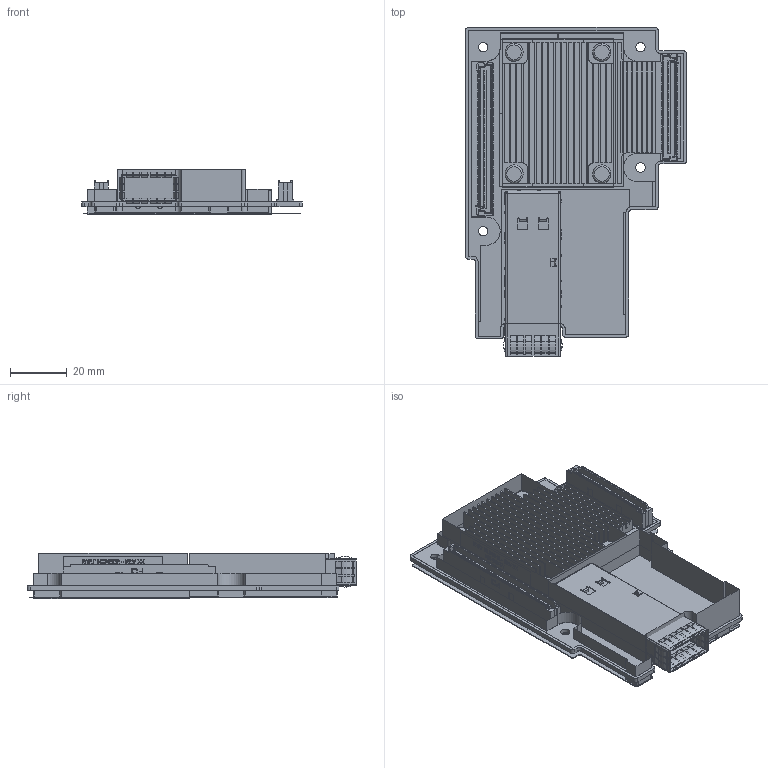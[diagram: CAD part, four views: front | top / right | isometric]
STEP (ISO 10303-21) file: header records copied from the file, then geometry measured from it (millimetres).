
FILE_DESCRIPTION(/* description */ ('LED SMT GREEN HIGH INTENSITY 565NM 0603'),/* implementation_level */ '2;1');
FILE_NAME(/* name */ 'MCX4431M-GCAN_A301.stp',/* time_stamp */ '2015-10-18T16:35:12+03:00',/* author */ ('yossin'),/* organization */ (''),/* preprocessor_version */ 'ST-DEVELOPER v16.1',/* originating_system */ 'Autodesk Inventor 2016',/* authorisation */ '');
FILE_SCHEMA (('AUTOMOTIVE_DESIGN { 1 0 10303 214 3 1 1 }'));
Products named in the file (17): LED000042; LED000015; CON000507; CON000998; CON000629-MODELING; CON000674-MODELING; MEC011472; MEC010578; MEC010795; MEC011471; HSR-50A(N)-13C.; MEC005198_closed; MEC005198; HSK000138; PCB001184; SFG001665; SFG001665-DRW
Assembly tree (23 placements, depth 3):
  SFG001665-DRW
    SFG001665
      PCB001184
      LED000042
      LED000015
      CON000507
      CON000998
      CON000629-MODELING
      CON000674-MODELING
    MEC011471
      MEC011472
      MEC010578  x4
      MEC010795  x2
    MEC005198  x4
      HSR-50A(N)-13C.
      MEC005198_closed
    HSK000138
Bounding box: 78 x 116.33 x 16 mm (x, y, z)
Volume: 25557.4 mm3; surface area: 69467.2 mm2
Topology: 24 solids, 34 shells, 6366 faces, 18187 edges, 11478 vertices
Faces by surface type: plane 5312, cylinder 747, bspline 199, cone 50, torus 40, sphere 18
Full cylindrical faces by diameter (mm): 0.172 x1, 0.7 x2, 0.8 x2, 1.05 x12, 1.1 x2, 1.2 x2, 1.55 x2, 2.1 x2, 2.8 x4, 3 x4, 3.1 x4, 3.3 x4, 3.7 x4, 3.8 x4, 4.5 x2, 5 x4, 6.2 x4, 10 x4
Entity records: 202035 total; most frequent: CARTESIAN_POINT 40324, ORIENTED_EDGE 34650, DIRECTION 30754, EDGE_CURVE 17501, LINE 15756, VECTOR 15756, VERTEX_POINT 11090, AXIS2_PLACEMENT_3D 7499
